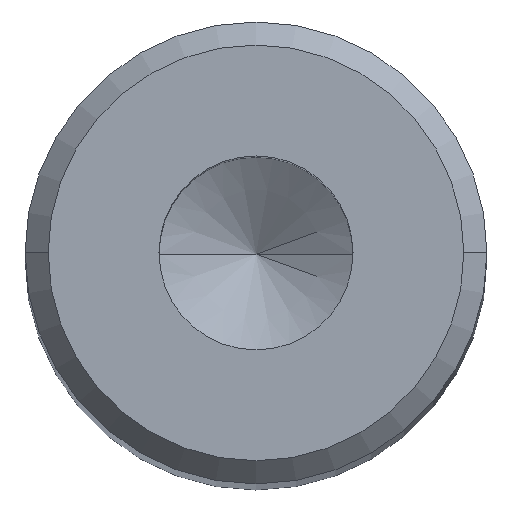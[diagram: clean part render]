
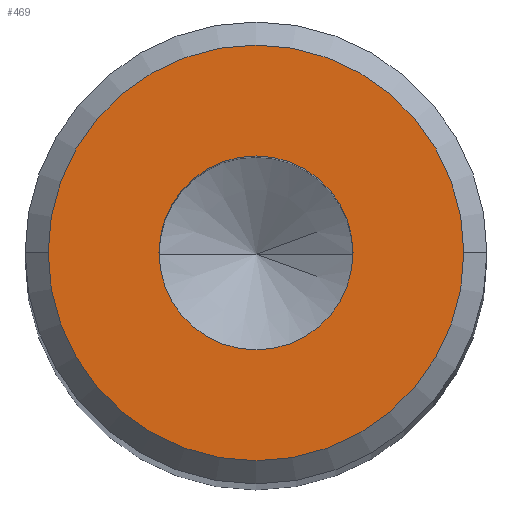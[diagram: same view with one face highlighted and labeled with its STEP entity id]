
A CAD part, top view. The second image highlights one B-rep face of the part: STEP entity #469.
In plain terms, the highlighted planar face has unit normal (0, 0, 1).
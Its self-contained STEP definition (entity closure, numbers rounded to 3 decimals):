
#1 = DIRECTION ( 'NONE',  ( 0., 0., 1. ) ) ;
#3 = CARTESIAN_POINT ( 'NONE',  ( 0., 0., 0. ) ) ;
#25 = EDGE_CURVE ( 'NONE', #33, #136, #429, .T. ) ;
#33 = VERTEX_POINT ( 'NONE', #364 ) ;
#68 = ORIENTED_EDGE ( 'NONE', *, *, #502, .T. ) ;
#85 = VERTEX_POINT ( 'NONE', #457 ) ;
#103 = CARTESIAN_POINT ( 'NONE',  ( 0., 0., 0. ) ) ;
#108 = EDGE_CURVE ( 'NONE', #85, #247, #264, .T. ) ;
#132 = DIRECTION ( 'NONE',  ( 0., 0., 1. ) ) ;
#136 = VERTEX_POINT ( 'NONE', #290 ) ;
#144 = EDGE_CURVE ( 'NONE', #247, #85, #309, .T. ) ;
#148 = EDGE_LOOP ( 'NONE', ( #68, #314 ) ) ;
#155 = DIRECTION ( 'NONE',  ( 1., 0., 0. ) ) ;
#174 = CIRCLE ( 'NONE', #503, 4.5 ) ;
#186 = EDGE_LOOP ( 'NONE', ( #584, #516 ) ) ;
#189 = DIRECTION ( 'NONE',  ( 1., 0., 0. ) ) ;
#229 = CARTESIAN_POINT ( 'NONE',  ( 0., 0., 0. ) ) ;
#247 = VERTEX_POINT ( 'NONE', #287 ) ;
#248 = AXIS2_PLACEMENT_3D ( 'NONE', #103, #467, #155 ) ;
#264 = CIRCLE ( 'NONE', #466, 2.1 ) ;
#287 = CARTESIAN_POINT ( 'NONE',  ( 2.1, 0., 0. ) ) ;
#290 = CARTESIAN_POINT ( 'NONE',  ( -4.5, 0., 0. ) ) ;
#309 = CIRCLE ( 'NONE', #248, 2.1 ) ;
#314 = ORIENTED_EDGE ( 'NONE', *, *, #25, .T. ) ;
#319 = DIRECTION ( 'NONE',  ( 1., 0., 0. ) ) ;
#321 = FACE_OUTER_BOUND ( 'NONE', #148, .T. ) ;
#364 = CARTESIAN_POINT ( 'NONE',  ( 4.5, 0., 0. ) ) ;
#367 = PLANE ( 'NONE',  #558 ) ;
#371 = DIRECTION ( 'NONE',  ( 0., 0., 1. ) ) ;
#429 = CIRCLE ( 'NONE', #498, 4.5 ) ;
#453 = CARTESIAN_POINT ( 'NONE',  ( 0., 0., 0. ) ) ;
#457 = CARTESIAN_POINT ( 'NONE',  ( -2.1, 0., 0. ) ) ;
#460 = DIRECTION ( 'NONE',  ( 0., 0., 1. ) ) ;
#465 = CARTESIAN_POINT ( 'NONE',  ( 0., 0., 0. ) ) ;
#466 = AXIS2_PLACEMENT_3D ( 'NONE', #453, #460, #189 ) ;
#467 = DIRECTION ( 'NONE',  ( 0., 0., 1. ) ) ;
#469 = ADVANCED_FACE ( 'NONE', ( #496, #321 ), #367, .T. ) ;
#470 = DIRECTION ( 'NONE',  ( 1., 0., 0. ) ) ;
#496 = FACE_BOUND ( 'NONE', #186, .T. ) ;
#498 = AXIS2_PLACEMENT_3D ( 'NONE', #3, #132, #319 ) ;
#500 = DIRECTION ( 'NONE',  ( 1., 0., 0. ) ) ;
#502 = EDGE_CURVE ( 'NONE', #136, #33, #174, .T. ) ;
#503 = AXIS2_PLACEMENT_3D ( 'NONE', #229, #371, #500 ) ;
#516 = ORIENTED_EDGE ( 'NONE', *, *, #108, .F. ) ;
#558 = AXIS2_PLACEMENT_3D ( 'NONE', #465, #1, #470 ) ;
#584 = ORIENTED_EDGE ( 'NONE', *, *, #144, .F. ) ;
